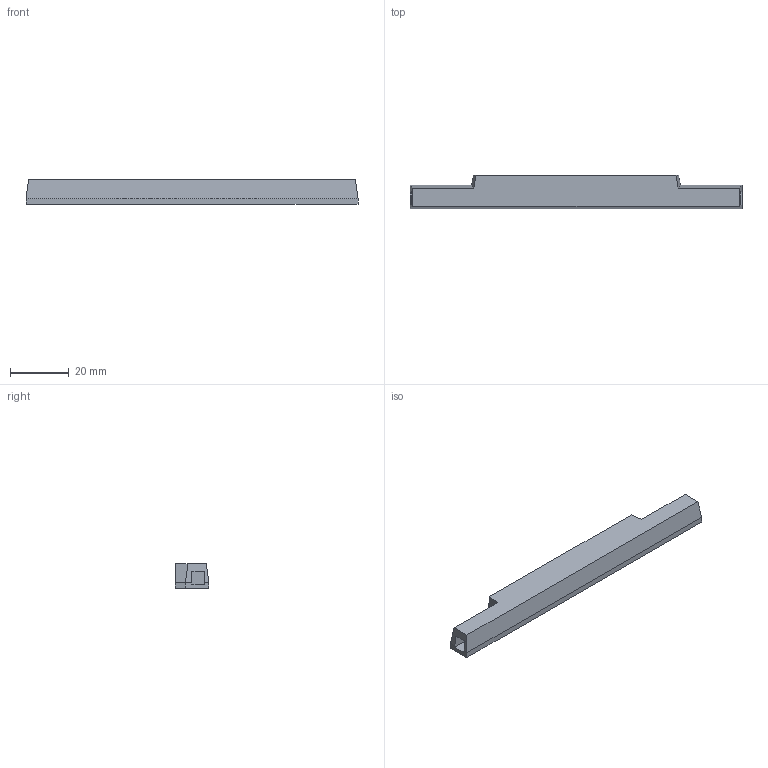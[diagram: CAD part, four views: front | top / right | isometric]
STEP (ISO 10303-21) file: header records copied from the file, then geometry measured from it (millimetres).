
FILE_DESCRIPTION(('FreeCAD Model'),'2;1');
FILE_NAME('Open CASCADE Shape Model','2024-10-27T16:15:18',(''),(''), 'Open CASCADE STEP processor 7.7','Ondsel','Unknown');
FILE_SCHEMA(('AUTOMOTIVE_DESIGN { 1 0 10303 214 1 1 1 1 }'));
Length unit declared in the file: millimetre
Products named in the file (1): dock
Bounding box: 113.23 x 11.5 x 8.5 mm (x, y, z)
Volume: 7256.3 mm3; surface area: 5958.4 mm2
Topology: 1 solids, 1 shells, 37 faces, 93 edges, 60 vertices
Faces by surface type: plane 35, cylinder 2
Entity records: 1107 total; most frequent: CARTESIAN_POINT 191, ORIENTED_EDGE 186, DIRECTION 173, EDGE_CURVE 93, LINE 89, VECTOR 89, VERTEX_POINT 60, AXIS2_PLACEMENT_3D 42
